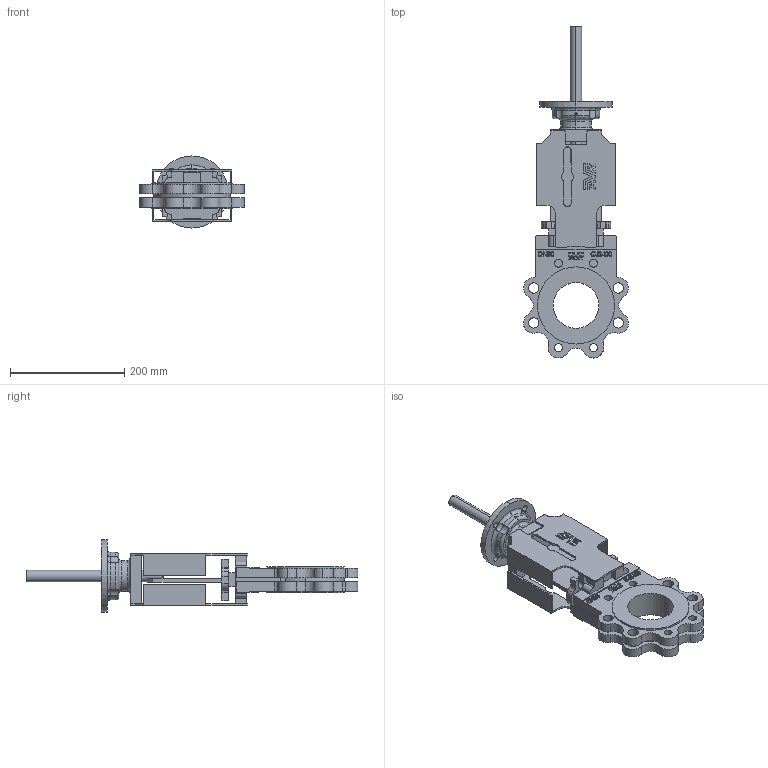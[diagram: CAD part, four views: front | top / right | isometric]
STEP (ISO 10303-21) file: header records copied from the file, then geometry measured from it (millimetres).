
FILE_DESCRIPTION (( 'STEP AP203' ), '1' );
FILE_NAME ('70208050034.STEP', '2017-04-19T08:29:41', ( '' ), ( '' ), 'SwSTEP 2.0', 'SolidWorks 2016', '' );
FILE_SCHEMA (( 'CONFIG_CONTROL_DESIGN' ));
Products named in the file (1): 70208050034
Bounding box: 183.82 x 580.91 x 126 mm (x, y, z)
Volume: 1824055.8 mm3; surface area: 341701.8 mm2
Topology: 1 solids, 1 shells, 1052 faces, 2976 edges, 1977 vertices
Faces by surface type: plane 468, cylinder 400, bspline 163, torus 19, cone 2
Entity records: 44737 total; most frequent: CARTESIAN_POINT 17561, ORIENTED_EDGE 5952, DIRECTION 5233, EDGE_CURVE 2976, VERTEX_POINT 1977, VECTOR 1803, LINE 1803, AXIS2_PLACEMENT_3D 1715
